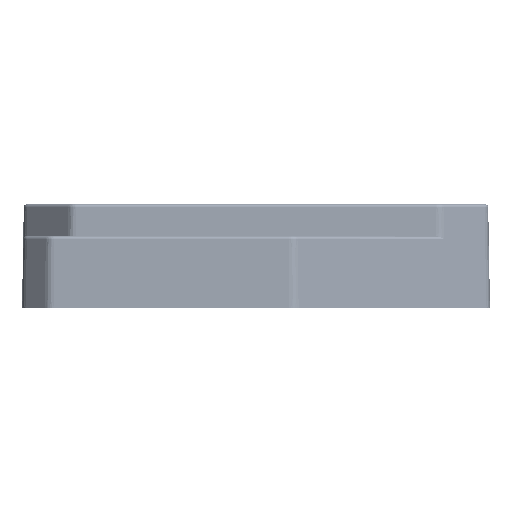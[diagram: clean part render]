
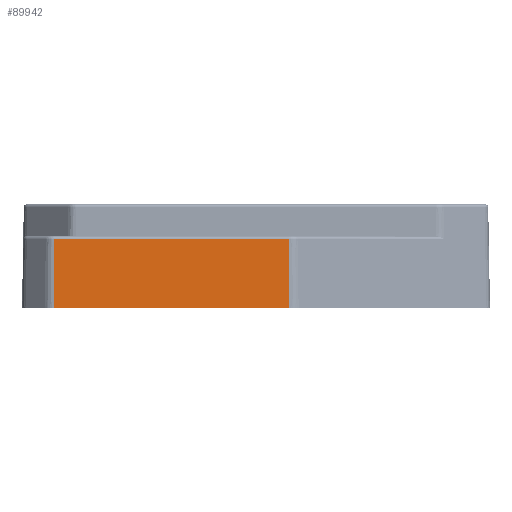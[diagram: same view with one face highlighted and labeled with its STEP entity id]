
A CAD part, left-side view. The second image highlights one B-rep face of the part: STEP entity #89942.
In plain terms, the highlighted planar face has unit normal (-1, 0, 0.018).
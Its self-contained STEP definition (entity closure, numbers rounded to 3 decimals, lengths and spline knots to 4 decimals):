
#9042 = LINE ( 'NONE', #68140, #135984 ) ;
#9693 = EDGE_CURVE ( 'NONE', #154410, #115582, #161140, .T. ) ;
#19199 = EDGE_CURVE ( 'NONE', #115582, #67144, #9042, .T. ) ;
#28562 = DIRECTION ( 'NONE',  ( 0.017, 0., 1. ) ) ;
#29270 = LINE ( 'NONE', #86443, #130268 ) ;
#35765 = VECTOR ( 'NONE', #189172, 39.3701 ) ;
#42072 = CARTESIAN_POINT ( 'NONE',  ( -1.1875, 0.5518, 0. ) ) ;
#60472 = ORIENTED_EDGE ( 'NONE', *, *, #19199, .T. ) ;
#67144 = VERTEX_POINT ( 'NONE', #169830 ) ;
#67982 = EDGE_LOOP ( 'NONE', ( #127844, #90044, #118226, #60472 ) ) ;
#68140 = CARTESIAN_POINT ( 'NONE',  ( -1.1875, 0., 0. ) ) ;
#74055 = FACE_OUTER_BOUND ( 'NONE', #67982, .T. ) ;
#83376 = CARTESIAN_POINT ( 'NONE',  ( -1.1875, 0.5518, 0. ) ) ;
#86443 = CARTESIAN_POINT ( 'NONE',  ( -1.1875, -0.5518, 0. ) ) ;
#86935 = CARTESIAN_POINT ( 'NONE',  ( -1.1819, 0.5518, 0.3215 ) ) ;
#89573 = EDGE_CURVE ( 'NONE', #132480, #154410, #116021, .T. ) ;
#89942 = ADVANCED_FACE ( 'NONE', ( #74055 ), #191152, .T. ) ;
#90044 = ORIENTED_EDGE ( 'NONE', *, *, #89573, .T. ) ;
#105980 = DIRECTION ( 'NONE',  ( -1., 0., 0.017 ) ) ;
#115582 = VERTEX_POINT ( 'NONE', #83376 ) ;
#116021 = LINE ( 'NONE', #86935, #142316 ) ;
#118226 = ORIENTED_EDGE ( 'NONE', *, *, #9693, .T. ) ;
#126956 = EDGE_CURVE ( 'NONE', #67144, #132480, #29270, .T. ) ;
#127233 = DIRECTION ( 'NONE',  ( 0., -1., 0. ) ) ;
#127844 = ORIENTED_EDGE ( 'NONE', *, *, #126956, .T. ) ;
#130268 = VECTOR ( 'NONE', #162854, 39.3701 ) ;
#132480 = VERTEX_POINT ( 'NONE', #145151 ) ;
#135984 = VECTOR ( 'NONE', #127233, 39.3701 ) ;
#142316 = VECTOR ( 'NONE', #161443, 39.3701 ) ;
#145151 = CARTESIAN_POINT ( 'NONE',  ( -1.1819, -0.5518, 0.3215 ) ) ;
#149545 = CARTESIAN_POINT ( 'NONE',  ( -1.1875, 0., 0. ) ) ;
#151293 = CARTESIAN_POINT ( 'NONE',  ( -1.1819, 0.5518, 0.3215 ) ) ;
#154410 = VERTEX_POINT ( 'NONE', #151293 ) ;
#161140 = LINE ( 'NONE', #42072, #35765 ) ;
#161443 = DIRECTION ( 'NONE',  ( 0., 1., 0. ) ) ;
#162854 = DIRECTION ( 'NONE',  ( 0.017, 0., 1. ) ) ;
#169830 = CARTESIAN_POINT ( 'NONE',  ( -1.1875, -0.5518, 0. ) ) ;
#176299 = AXIS2_PLACEMENT_3D ( 'NONE', #149545, #105980, #28562 ) ;
#189172 = DIRECTION ( 'NONE',  ( -0.017, 0., -1. ) ) ;
#191152 = PLANE ( 'NONE',  #176299 ) ;
